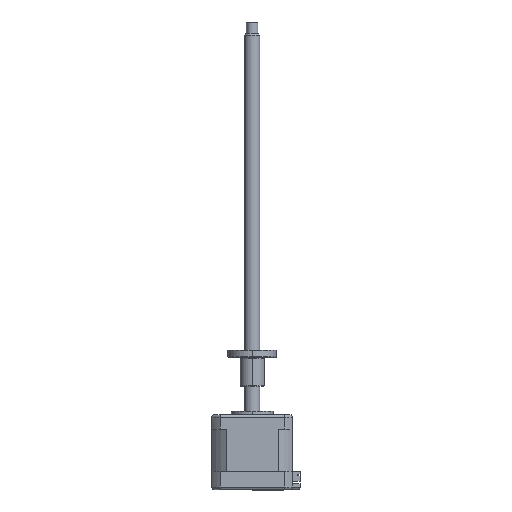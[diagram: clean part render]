
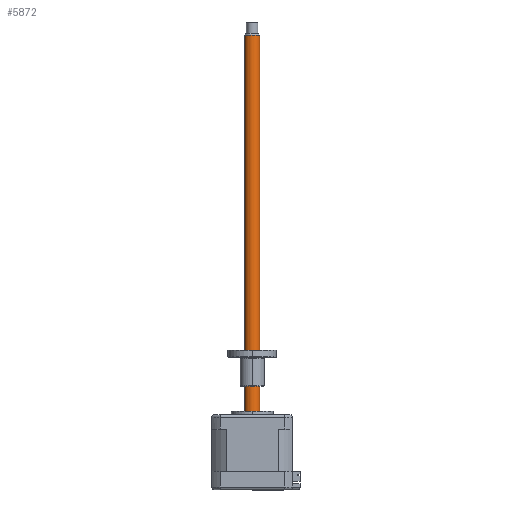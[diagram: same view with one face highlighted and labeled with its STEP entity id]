
A CAD part, top view. The second image highlights one B-rep face of the part: STEP entity #5872.
In plain terms, the highlighted cylindrical face has radius 4 mm (diameter 8 mm), a partial arc.
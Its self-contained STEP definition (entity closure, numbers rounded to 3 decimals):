
#296 = VERTEX_POINT ( 'NONE', #5904 ) ;
#531 = CYLINDRICAL_SURFACE ( 'NONE', #1361, 4. ) ;
#572 = FACE_OUTER_BOUND ( 'NONE', #4414, .T. ) ;
#780 = EDGE_CURVE ( 'NONE', #7388, #5753, #9089, .T. ) ;
#1361 = AXIS2_PLACEMENT_3D ( 'NONE', #8521, #6977, #4600 ) ;
#1788 = LINE ( 'NONE', #9922, #1821 ) ;
#1821 = VECTOR ( 'NONE', #1926, 1000. ) ;
#1866 = CARTESIAN_POINT ( 'NONE',  ( -13.581, -0.158, 33.35 ) ) ;
#1926 = DIRECTION ( 'NONE',  ( 0., -1., 0. ) ) ;
#2008 = CARTESIAN_POINT ( 'NONE',  ( -21.581, -0.158, 33.35 ) ) ;
#2314 = ORIENTED_EDGE ( 'NONE', *, *, #6997, .F. ) ;
#2966 = CARTESIAN_POINT ( 'NONE',  ( -17.581, 198.842, 33.35 ) ) ;
#3754 = DIRECTION ( 'NONE',  ( 1., 0., 0. ) ) ;
#4273 = CARTESIAN_POINT ( 'NONE',  ( -13.581, 198.842, 33.35 ) ) ;
#4326 = DIRECTION ( 'NONE',  ( -1., 0., 0. ) ) ;
#4365 = DIRECTION ( 'NONE',  ( 0., -1., 0. ) ) ;
#4411 = CARTESIAN_POINT ( 'NONE',  ( -17.581, -0.158, 33.35 ) ) ;
#4414 = EDGE_LOOP ( 'NONE', ( #2314, #8359, #7916, #9819 ) ) ;
#4600 = DIRECTION ( 'NONE',  ( -1., 0., 0. ) ) ;
#4966 = CIRCLE ( 'NONE', #9873, 4. ) ;
#5370 = CARTESIAN_POINT ( 'NONE',  ( -13.581, 199.842, 33.35 ) ) ;
#5753 = VERTEX_POINT ( 'NONE', #2008 ) ;
#5872 = ADVANCED_FACE ( 'NONE', ( #572 ), #531, .T. ) ;
#5904 = CARTESIAN_POINT ( 'NONE',  ( -21.581, 198.842, 33.35 ) ) ;
#6887 = DIRECTION ( 'NONE',  ( 0., -1., 0. ) ) ;
#6977 = DIRECTION ( 'NONE',  ( 0., -1., 0. ) ) ;
#6997 = EDGE_CURVE ( 'NONE', #10177, #7388, #7770, .T. ) ;
#7388 = VERTEX_POINT ( 'NONE', #1866 ) ;
#7770 = LINE ( 'NONE', #5370, #7860 ) ;
#7860 = VECTOR ( 'NONE', #6887, 1000. ) ;
#7916 = ORIENTED_EDGE ( 'NONE', *, *, #8787, .T. ) ;
#8359 = ORIENTED_EDGE ( 'NONE', *, *, #10334, .T. ) ;
#8483 = DIRECTION ( 'NONE',  ( 0., -1., 0. ) ) ;
#8521 = CARTESIAN_POINT ( 'NONE',  ( -17.581, 199.842, 33.35 ) ) ;
#8787 = EDGE_CURVE ( 'NONE', #296, #5753, #1788, .T. ) ;
#9089 = CIRCLE ( 'NONE', #10317, 4. ) ;
#9819 = ORIENTED_EDGE ( 'NONE', *, *, #780, .F. ) ;
#9873 = AXIS2_PLACEMENT_3D ( 'NONE', #2966, #8483, #3754 ) ;
#9922 = CARTESIAN_POINT ( 'NONE',  ( -21.581, 199.842, 33.35 ) ) ;
#10177 = VERTEX_POINT ( 'NONE', #4273 ) ;
#10317 = AXIS2_PLACEMENT_3D ( 'NONE', #4411, #4365, #4326 ) ;
#10334 = EDGE_CURVE ( 'NONE', #10177, #296, #4966, .T. ) ;
